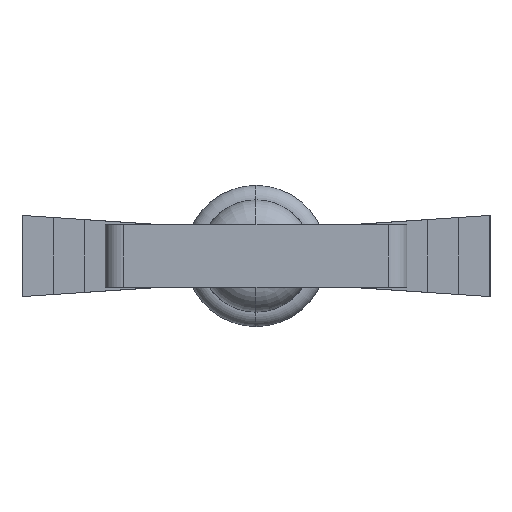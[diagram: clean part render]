
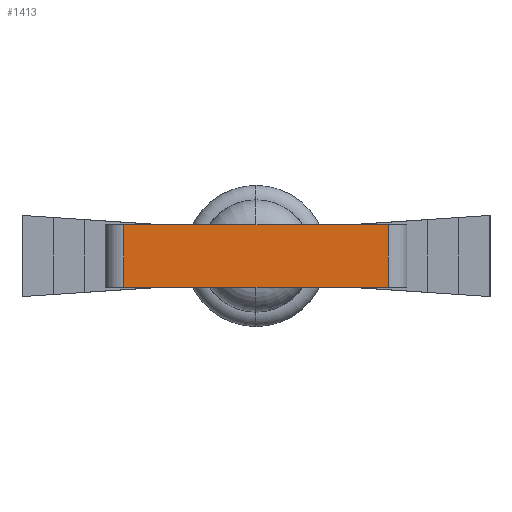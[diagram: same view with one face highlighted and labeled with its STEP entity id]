
A CAD part, left-side view. The second image highlights one B-rep face of the part: STEP entity #1413.
In plain terms, the highlighted planar face has unit normal (-1, 0, 0).
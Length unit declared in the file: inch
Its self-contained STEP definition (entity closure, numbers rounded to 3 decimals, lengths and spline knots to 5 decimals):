
#33 = CARTESIAN_POINT ( 'NONE',  ( -0.31243, -0.21188, 0.05 ) ) ;
#46 = ORIENTED_EDGE ( 'NONE', *, *, #724, .T. ) ;
#67 = EDGE_LOOP ( 'NONE', ( #506, #1473, #989, #46 ) ) ;
#95 = VERTEX_POINT ( 'NONE', #470 ) ;
#106 = EDGE_CURVE ( 'NONE', #95, #1654, #272, .T. ) ;
#206 = EDGE_CURVE ( 'NONE', #513, #1191, #674, .T. ) ;
#226 = AXIS2_PLACEMENT_3D ( 'NONE', #340, #854, #1369 ) ;
#232 = VECTOR ( 'NONE', #1042, 39.37008 ) ;
#272 = LINE ( 'NONE', #1168, #232 ) ;
#332 = FACE_OUTER_BOUND ( 'NONE', #67, .T. ) ;
#340 = CARTESIAN_POINT ( 'NONE',  ( -0.31243, 0.24768, 0.05 ) ) ;
#467 = LINE ( 'NONE', #1090, #1506 ) ;
#470 = CARTESIAN_POINT ( 'NONE',  ( -0.31243, 0.21188, -0.05 ) ) ;
#506 = ORIENTED_EDGE ( 'NONE', *, *, #106, .T. ) ;
#513 = VERTEX_POINT ( 'NONE', #1634 ) ;
#534 = LINE ( 'NONE', #33, #817 ) ;
#596 = EDGE_CURVE ( 'NONE', #1654, #1191, #534, .T. ) ;
#633 = CARTESIAN_POINT ( 'NONE',  ( -0.31243, -0.21188, -0.05 ) ) ;
#651 = DIRECTION ( 'NONE',  ( 0., -1., 0. ) ) ;
#674 = LINE ( 'NONE', #1190, #1061 ) ;
#724 = EDGE_CURVE ( 'NONE', #513, #95, #467, .T. ) ;
#773 = CARTESIAN_POINT ( 'NONE',  ( -0.31243, -0.21188, 0.05 ) ) ;
#817 = VECTOR ( 'NONE', #1321, 39.37008 ) ;
#854 = DIRECTION ( 'NONE',  ( 1., 0., 0. ) ) ;
#989 = ORIENTED_EDGE ( 'NONE', *, *, #206, .F. ) ;
#1042 = DIRECTION ( 'NONE',  ( 0., -1., 0. ) ) ;
#1061 = VECTOR ( 'NONE', #651, 39.37008 ) ;
#1090 = CARTESIAN_POINT ( 'NONE',  ( -0.31243, 0.21188, 0.05 ) ) ;
#1168 = CARTESIAN_POINT ( 'NONE',  ( -0.31243, 0.24768, -0.05 ) ) ;
#1190 = CARTESIAN_POINT ( 'NONE',  ( -0.31243, 0.24768, 0.05 ) ) ;
#1191 = VERTEX_POINT ( 'NONE', #773 ) ;
#1321 = DIRECTION ( 'NONE',  ( 0., 0., 1. ) ) ;
#1369 = DIRECTION ( 'NONE',  ( 0., 0., -1. ) ) ;
#1413 = ADVANCED_FACE ( 'NONE', ( #332 ), #1496, .F. ) ;
#1473 = ORIENTED_EDGE ( 'NONE', *, *, #596, .T. ) ;
#1496 = PLANE ( 'NONE',  #226 ) ;
#1506 = VECTOR ( 'NONE', #1598, 39.37008 ) ;
#1598 = DIRECTION ( 'NONE',  ( 0., 0., -1. ) ) ;
#1634 = CARTESIAN_POINT ( 'NONE',  ( -0.31243, 0.21188, 0.05 ) ) ;
#1654 = VERTEX_POINT ( 'NONE', #633 ) ;
